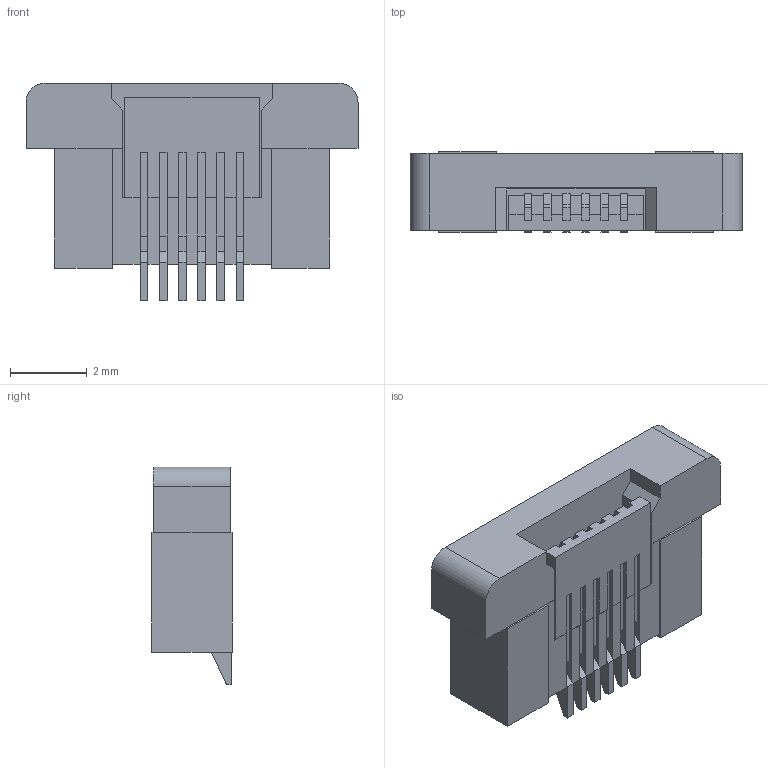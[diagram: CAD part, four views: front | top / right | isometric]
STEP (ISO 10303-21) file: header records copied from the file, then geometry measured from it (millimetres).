
FILE_DESCRIPTION(/* description */ ('STEP AP214'),/* implementation_level */ '2;1');
FILE_NAME(/* name */ 'ZF5S-06-01-T-WT',/* time_stamp */ '2023-03-06T11:29:43+01:00',/* author */ ('License CC BY-ND 4.0'),/* organization */ ('CADENAS'),/* preprocessor_version */ 'ST-DEVELOPER v18.102',/* originating_system */ 'PARTsolutions',/* authorisation */ ' ');
FILE_SCHEMA (('AUTOMOTIVE_DESIGN {1 0 10303 214 3 1 1}'));
Length unit declared in the file: millimetre
Products named in the file (3): ZF5S-06-01-T-WT; C-297-06-01_pins; ZF5S-06-01-WT_socket
Assembly tree (2 placements, depth 2):
  ZF5S-06-01-T-WT
    C-297-06-01_pins
    ZF5S-06-01-WT_socket
Bounding box: 8.65 x 2.1 x 5.67 mm (x, y, z)
Volume: 70.6 mm3; surface area: 250.1 mm2
Topology: 2 solids, 2 shells, 265 faces, 773 edges, 512 vertices
Faces by surface type: plane 245, cylinder 20
Entity records: 8683 total; most frequent: CARTESIAN_POINT 1553, ORIENTED_EDGE 1546, DIRECTION 1349, EDGE_CURVE 773, LINE 733, VECTOR 733, VERTEX_POINT 512, AXIS2_PLACEMENT_3D 308
